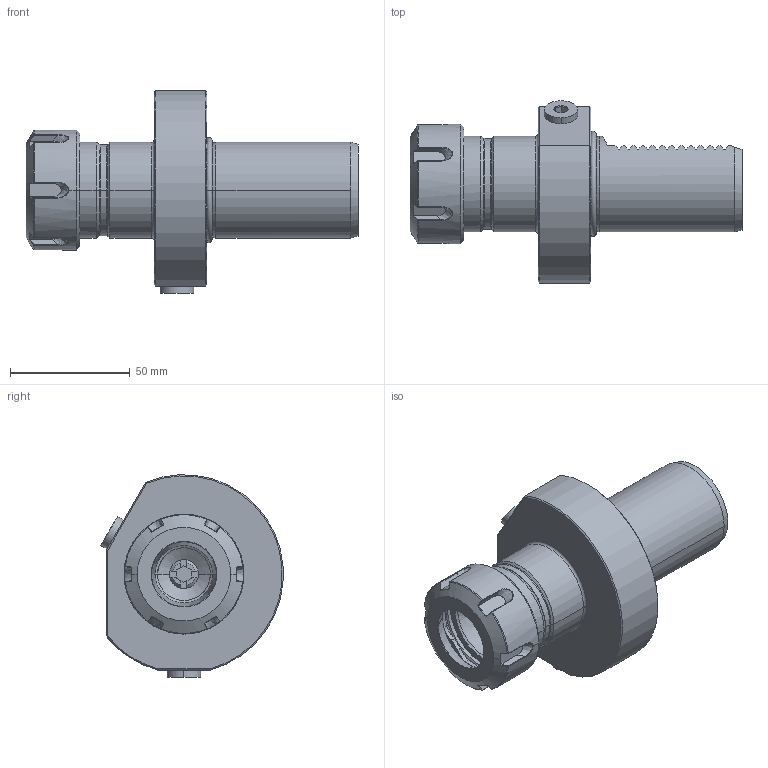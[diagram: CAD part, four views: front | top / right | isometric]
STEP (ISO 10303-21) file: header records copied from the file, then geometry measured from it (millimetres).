
FILE_DESCRIPTION((''),'2;1');
FILE_NAME('223035220_SW0001','2017-10-10T',('czauner'),(''),'PRO/ENGINEER BY PARAMETRIC TECHNOLOGY CORPORATION, 2011040','PRO/ENGINEER BY PARAMETRIC TECHNOLOGY CORPORATION, 2011040','');
FILE_SCHEMA(('AUTOMOTIVE_DESIGN { 1 2 10303 214 0 1 1 1 }'));
Length unit declared in the file: millimetre
Products named in the file (1): 223035220_SW0001
Bounding box: 138.5 x 76.06 x 84.44 mm (x, y, z)
Volume: 218903.9 mm3; surface area: 42294.7 mm2
Topology: 2 solids, 2 shells, 336 faces, 845 edges, 522 vertices
Faces by surface type: plane 131, cylinder 81, cone 62, bspline 34, torus 24, revolution 4
Entity records: 15513 total; most frequent: CARTESIAN_POINT 5688, ORIENTED_EDGE 1674, DIRECTION 1406, EDGE_CURVE 837, AXIS2_PLACEMENT_3D 526, VERTEX_POINT 522, EDGE_LOOP 357, VECTOR 350
